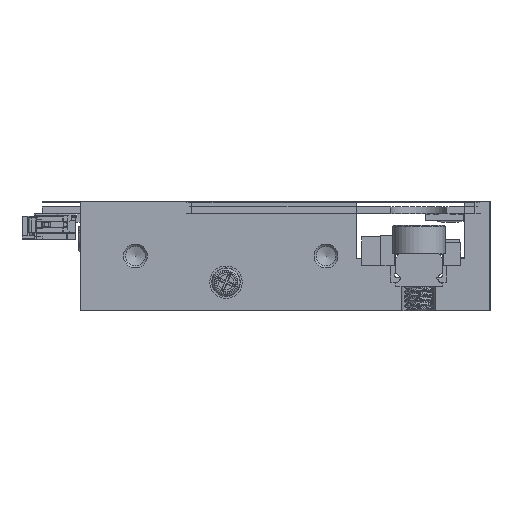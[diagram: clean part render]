
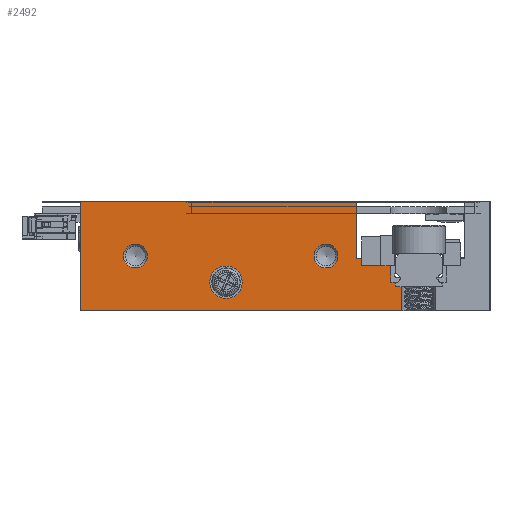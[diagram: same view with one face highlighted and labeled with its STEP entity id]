
A CAD part, left-side view. The second image highlights one B-rep face of the part: STEP entity #2492.
In plain terms, the highlighted planar face has unit normal (-1, 0, 0).
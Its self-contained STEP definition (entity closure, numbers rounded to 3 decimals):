
#1687=FACE_BOUND('',#6406,.T.);
#1688=FACE_BOUND('',#6407,.T.);
#1689=FACE_BOUND('',#6408,.T.);
#1690=FACE_BOUND('',#6409,.T.);
#2492=ADVANCED_FACE('',(#1687,#1688,#1689,#1690),#4042,.F.);
#4042=PLANE('',#30768);
#6406=EDGE_LOOP('',(#9443));
#6407=EDGE_LOOP('',(#9444));
#6408=EDGE_LOOP('',(#9445));
#6409=EDGE_LOOP('',(#9446,#9447,#9448,#9449,#9450,#9451,#9452,#9453));
#8471=CIRCLE('',#30765,1.7);
#8472=CIRCLE('',#30766,1.25);
#8473=CIRCLE('',#30767,1.25);
#9443=ORIENTED_EDGE('',*,*,#20420,.T.);
#9444=ORIENTED_EDGE('',*,*,#20421,.T.);
#9445=ORIENTED_EDGE('',*,*,#20422,.T.);
#9446=ORIENTED_EDGE('',*,*,#20400,.T.);
#9447=ORIENTED_EDGE('',*,*,#20423,.T.);
#9448=ORIENTED_EDGE('',*,*,#20424,.T.);
#9449=ORIENTED_EDGE('',*,*,#20425,.T.);
#9450=ORIENTED_EDGE('',*,*,#20426,.T.);
#9451=ORIENTED_EDGE('',*,*,#20378,.T.);
#9452=ORIENTED_EDGE('',*,*,#20352,.F.);
#9453=ORIENTED_EDGE('',*,*,#20362,.T.);
#17524=VERTEX_POINT('',#41312);
#17525=VERTEX_POINT('',#41314);
#17532=VERTEX_POINT('',#41331);
#17543=VERTEX_POINT('',#41363);
#17562=VERTEX_POINT('',#41407);
#17578=VERTEX_POINT('',#41448);
#17579=VERTEX_POINT('',#41450);
#17580=VERTEX_POINT('',#41452);
#17581=VERTEX_POINT('',#41454);
#17582=VERTEX_POINT('',#41456);
#17583=VERTEX_POINT('',#41458);
#20352=EDGE_CURVE('',#17524,#17525,#24426,.T.);
#20362=EDGE_CURVE('',#17524,#17532,#24434,.T.);
#20378=EDGE_CURVE('',#17543,#17525,#24450,.T.);
#20400=EDGE_CURVE('',#17532,#17562,#24461,.T.);
#20420=EDGE_CURVE('',#17578,#17578,#8471,.T.);
#20421=EDGE_CURVE('',#17579,#17579,#8472,.T.);
#20422=EDGE_CURVE('',#17580,#17580,#8473,.T.);
#20423=EDGE_CURVE('',#17562,#17581,#24480,.T.);
#20424=EDGE_CURVE('',#17581,#17582,#24481,.T.);
#20425=EDGE_CURVE('',#17582,#17583,#24482,.T.);
#20426=EDGE_CURVE('',#17583,#17543,#24483,.T.);
#24426=LINE('',#41313,#27593);
#24434=LINE('',#41332,#27601);
#24450=LINE('',#41362,#27617);
#24461=LINE('',#41408,#27628);
#24480=LINE('',#41453,#27647);
#24481=LINE('',#41455,#27648);
#24482=LINE('',#41457,#27649);
#24483=LINE('',#41459,#27650);
#27593=VECTOR('',#33231,1.);
#27601=VECTOR('',#33245,1.);
#27617=VECTOR('',#33269,1.);
#27628=VECTOR('',#33310,1.);
#27647=VECTOR('',#33345,1.);
#27648=VECTOR('',#33346,1.);
#27649=VECTOR('',#33347,1.);
#27650=VECTOR('',#33348,1.);
#30765=AXIS2_PLACEMENT_3D('',#41447,#33339,#33340);
#30766=AXIS2_PLACEMENT_3D('',#41449,#33341,#33342);
#30767=AXIS2_PLACEMENT_3D('',#41451,#33343,#33344);
#30768=AXIS2_PLACEMENT_3D('',#41460,#33349,#33350);
#33231=DIRECTION('',(0.,-1.,0.));
#33245=DIRECTION('',(0.,0.,-1.));
#33269=DIRECTION('',(0.,0.,1.));
#33310=DIRECTION('',(0.,-1.,0.));
#33339=DIRECTION('',(1.,0.,0.));
#33340=DIRECTION('',(0.,1.,0.));
#33341=DIRECTION('',(1.,0.,0.));
#33342=DIRECTION('',(0.,1.,0.));
#33343=DIRECTION('',(1.,0.,0.));
#33344=DIRECTION('',(0.,1.,0.));
#33345=DIRECTION('',(0.,0.,1.));
#33346=DIRECTION('',(0.,1.,0.));
#33347=DIRECTION('',(0.,0.,1.));
#33348=DIRECTION('',(0.,1.,0.));
#33349=DIRECTION('',(1.,0.,0.));
#33350=DIRECTION('',(0.,1.,0.));
#41312=CARTESIAN_POINT('',(-15.,43.,11.5));
#41313=CARTESIAN_POINT('',(-15.,43.,11.5));
#41314=CARTESIAN_POINT('',(-15.,14.05,11.5));
#41331=CARTESIAN_POINT('',(-15.,43.,0.));
#41332=CARTESIAN_POINT('',(-15.,43.,11.5));
#41362=CARTESIAN_POINT('',(-15.,14.05,5.5));
#41363=CARTESIAN_POINT('',(-15.,14.05,5.5));
#41407=CARTESIAN_POINT('',(-15.,9.25,0.));
#41408=CARTESIAN_POINT('',(-15.,43.,0.));
#41447=CARTESIAN_POINT('',(-15.,27.7,3.));
#41448=CARTESIAN_POINT('',(-15.,29.4,3.));
#41449=CARTESIAN_POINT('',(-15.,37.2,5.75));
#41450=CARTESIAN_POINT('',(-15.,38.45,5.75));
#41451=CARTESIAN_POINT('',(-15.,17.2,5.75));
#41452=CARTESIAN_POINT('',(-15.,18.45,5.75));
#41453=CARTESIAN_POINT('',(-15.,9.25,-0.3));
#41454=CARTESIAN_POINT('',(-15.,9.25,3.));
#41455=CARTESIAN_POINT('',(-15.,4.6,3.));
#41456=CARTESIAN_POINT('',(-15.,10.4,3.));
#41457=CARTESIAN_POINT('',(-15.,10.4,3.));
#41458=CARTESIAN_POINT('',(-15.,10.4,5.5));
#41459=CARTESIAN_POINT('',(-15.,10.4,5.5));
#41460=CARTESIAN_POINT('',(-15.,43.,11.5));
